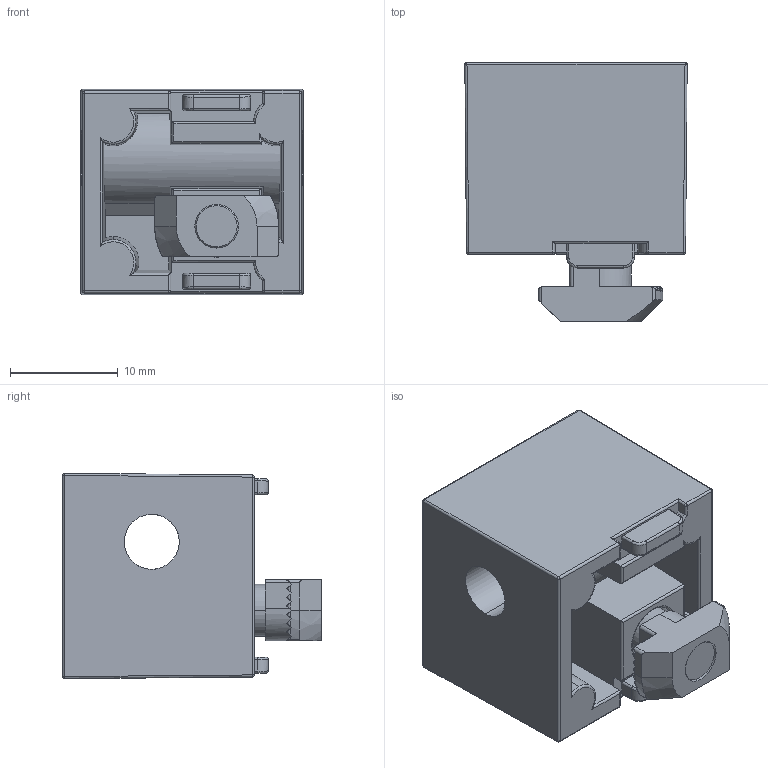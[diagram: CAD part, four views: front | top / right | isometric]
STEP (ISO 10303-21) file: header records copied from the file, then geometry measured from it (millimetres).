
FILE_DESCRIPTION (( 'STEP AP203' ), '1' );
FILE_NAME ('162920.step', '2023-01-30T14:46:07', ( '' ), ( '' ), 'SwSTEP 2.0', 'SolidWorks 2021', '' );
FILE_SCHEMA (( 'CONFIG_CONTROL_DESIGN' ));
Length unit declared in the file: inch
Products named in the file (1): 162920
Bounding box: 20.62 x 23.98 x 19.05 mm (x, y, z)
Volume: 5663.8 mm3; surface area: 4158.5 mm2
Topology: 2 solids, 3 shells, 253 faces, 634 edges, 388 vertices
Faces by surface type: plane 98, cylinder 85, bspline 36, cone 26, torus 8
Entity records: 8251 total; most frequent: CARTESIAN_POINT 2645, ORIENTED_EDGE 1256, DIRECTION 1042, EDGE_CURVE 628, VERTEX_POINT 388, AXIS2_PLACEMENT_3D 368, VECTOR 306, LINE 306
